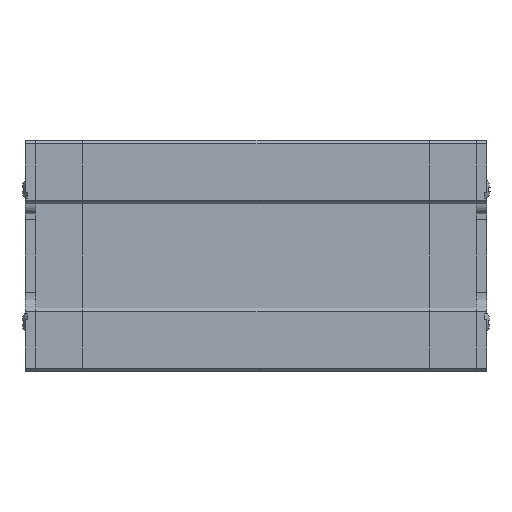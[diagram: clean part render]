
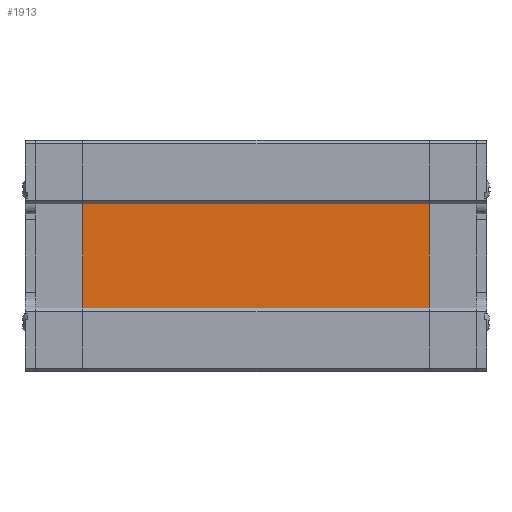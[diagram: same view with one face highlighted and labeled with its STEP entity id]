
A CAD part, left-side view. The second image highlights one B-rep face of the part: STEP entity #1913.
In plain terms, the highlighted planar face has unit normal (-1, 0, 0).
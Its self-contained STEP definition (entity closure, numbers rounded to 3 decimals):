
#124 = PLANE('',#125);
#125 = AXIS2_PLACEMENT_3D('',#126,#127,#128);
#126 = CARTESIAN_POINT('',(-0.207,14.95,0.));
#127 = DIRECTION('',(0.,1.,0.));
#128 = DIRECTION('',(0.,0.,1.));
#180 = PLANE('',#181);
#181 = AXIS2_PLACEMENT_3D('',#182,#183,#184);
#182 = CARTESIAN_POINT('',(-0.207,-14.95,0.));
#183 = DIRECTION('',(0.,1.,0.));
#184 = DIRECTION('',(0.,0.,1.));
#718 = VERTEX_POINT('',#719);
#719 = CARTESIAN_POINT('',(0.,14.95,-4.5));
#733 = PLANE('',#734);
#734 = AXIS2_PLACEMENT_3D('',#735,#736,#737);
#735 = CARTESIAN_POINT('',(0.,14.95,-4.5));
#736 = DIRECTION('',(0.,0.,-1.));
#737 = DIRECTION('',(-1.,0.,0.));
#745 = EDGE_CURVE('',#746,#718,#748,.T.);
#746 = VERTEX_POINT('',#747);
#747 = CARTESIAN_POINT('',(0.,14.95,4.5));
#748 = SURFACE_CURVE('',#749,(#753,#760),.PCURVE_S1.);
#749 = LINE('',#750,#751);
#750 = CARTESIAN_POINT('',(0.,14.95,4.5));
#751 = VECTOR('',#752,1.);
#752 = DIRECTION('',(0.,0.,-1.));
#753 = PCURVE('',#124,#754);
#754 = DEFINITIONAL_REPRESENTATION('',(#755),#759);
#755 = LINE('',#756,#757);
#756 = CARTESIAN_POINT('',(4.5,0.207));
#757 = VECTOR('',#758,1.);
#758 = DIRECTION('',(-1.,0.));
#759 = ( GEOMETRIC_REPRESENTATION_CONTEXT(2) 
PARAMETRIC_REPRESENTATION_CONTEXT() REPRESENTATION_CONTEXT('2D SPACE',''
  ) );
#760 = PCURVE('',#761,#766);
#761 = PLANE('',#762);
#762 = AXIS2_PLACEMENT_3D('',#763,#764,#765);
#763 = CARTESIAN_POINT('',(0.,14.95,4.5));
#764 = DIRECTION('',(1.,0.,0.));
#765 = DIRECTION('',(0.,0.,-1.));
#766 = DEFINITIONAL_REPRESENTATION('',(#767),#771);
#767 = LINE('',#768,#769);
#768 = CARTESIAN_POINT('',(0.,0.));
#769 = VECTOR('',#770,1.);
#770 = DIRECTION('',(1.,0.));
#771 = ( GEOMETRIC_REPRESENTATION_CONTEXT(2) 
PARAMETRIC_REPRESENTATION_CONTEXT() REPRESENTATION_CONTEXT('2D SPACE',''
  ) );
#789 = PLANE('',#790);
#790 = AXIS2_PLACEMENT_3D('',#791,#792,#793);
#791 = CARTESIAN_POINT('',(-0.805,14.95,4.5));
#792 = DIRECTION('',(0.,0.,1.));
#793 = DIRECTION('',(1.,0.,0.));
#1389 = VERTEX_POINT('',#1390);
#1390 = CARTESIAN_POINT('',(0.,-14.95,-4.5));
#1411 = EDGE_CURVE('',#1412,#1389,#1414,.T.);
#1412 = VERTEX_POINT('',#1413);
#1413 = CARTESIAN_POINT('',(0.,-14.95,4.5));
#1414 = SURFACE_CURVE('',#1415,(#1419,#1426),.PCURVE_S1.);
#1415 = LINE('',#1416,#1417);
#1416 = CARTESIAN_POINT('',(0.,-14.95,4.5));
#1417 = VECTOR('',#1418,1.);
#1418 = DIRECTION('',(0.,0.,-1.));
#1419 = PCURVE('',#180,#1420);
#1420 = DEFINITIONAL_REPRESENTATION('',(#1421),#1425);
#1421 = LINE('',#1422,#1423);
#1422 = CARTESIAN_POINT('',(4.5,0.207));
#1423 = VECTOR('',#1424,1.);
#1424 = DIRECTION('',(-1.,0.));
#1425 = ( GEOMETRIC_REPRESENTATION_CONTEXT(2) 
PARAMETRIC_REPRESENTATION_CONTEXT() REPRESENTATION_CONTEXT('2D SPACE',''
  ) );
#1426 = PCURVE('',#761,#1427);
#1427 = DEFINITIONAL_REPRESENTATION('',(#1428),#1432);
#1428 = LINE('',#1429,#1430);
#1429 = CARTESIAN_POINT('',(0.,-29.9));
#1430 = VECTOR('',#1431,1.);
#1431 = DIRECTION('',(1.,0.));
#1432 = ( GEOMETRIC_REPRESENTATION_CONTEXT(2) 
PARAMETRIC_REPRESENTATION_CONTEXT() REPRESENTATION_CONTEXT('2D SPACE',''
  ) );
#1892 = EDGE_CURVE('',#746,#1412,#1893,.T.);
#1893 = SURFACE_CURVE('',#1894,(#1898,#1905),.PCURVE_S1.);
#1894 = LINE('',#1895,#1896);
#1895 = CARTESIAN_POINT('',(0.,14.95,4.5));
#1896 = VECTOR('',#1897,1.);
#1897 = DIRECTION('',(0.,-1.,0.));
#1898 = PCURVE('',#789,#1899);
#1899 = DEFINITIONAL_REPRESENTATION('',(#1900),#1904);
#1900 = LINE('',#1901,#1902);
#1901 = CARTESIAN_POINT('',(0.805,0.));
#1902 = VECTOR('',#1903,1.);
#1903 = DIRECTION('',(0.,-1.));
#1904 = ( GEOMETRIC_REPRESENTATION_CONTEXT(2) 
PARAMETRIC_REPRESENTATION_CONTEXT() REPRESENTATION_CONTEXT('2D SPACE',''
  ) );
#1905 = PCURVE('',#761,#1906);
#1906 = DEFINITIONAL_REPRESENTATION('',(#1907),#1911);
#1907 = LINE('',#1908,#1909);
#1908 = CARTESIAN_POINT('',(0.,0.));
#1909 = VECTOR('',#1910,1.);
#1910 = DIRECTION('',(0.,-1.));
#1911 = ( GEOMETRIC_REPRESENTATION_CONTEXT(2) 
PARAMETRIC_REPRESENTATION_CONTEXT() REPRESENTATION_CONTEXT('2D SPACE',''
  ) );
#1913 = ADVANCED_FACE('',(#1914),#761,.F.);
#1914 = FACE_BOUND('',#1915,.F.);
#1915 = EDGE_LOOP('',(#1916,#1917,#1918,#1939));
#1916 = ORIENTED_EDGE('',*,*,#1892,.T.);
#1917 = ORIENTED_EDGE('',*,*,#1411,.T.);
#1918 = ORIENTED_EDGE('',*,*,#1919,.F.);
#1919 = EDGE_CURVE('',#718,#1389,#1920,.T.);
#1920 = SURFACE_CURVE('',#1921,(#1925,#1932),.PCURVE_S1.);
#1921 = LINE('',#1922,#1923);
#1922 = CARTESIAN_POINT('',(0.,14.95,-4.5));
#1923 = VECTOR('',#1924,1.);
#1924 = DIRECTION('',(0.,-1.,0.));
#1925 = PCURVE('',#761,#1926);
#1926 = DEFINITIONAL_REPRESENTATION('',(#1927),#1931);
#1927 = LINE('',#1928,#1929);
#1928 = CARTESIAN_POINT('',(9.,0.));
#1929 = VECTOR('',#1930,1.);
#1930 = DIRECTION('',(0.,-1.));
#1931 = ( GEOMETRIC_REPRESENTATION_CONTEXT(2) 
PARAMETRIC_REPRESENTATION_CONTEXT() REPRESENTATION_CONTEXT('2D SPACE',''
  ) );
#1932 = PCURVE('',#733,#1933);
#1933 = DEFINITIONAL_REPRESENTATION('',(#1934),#1938);
#1934 = LINE('',#1935,#1936);
#1935 = CARTESIAN_POINT('',(0.,0.));
#1936 = VECTOR('',#1937,1.);
#1937 = DIRECTION('',(0.,-1.));
#1938 = ( GEOMETRIC_REPRESENTATION_CONTEXT(2) 
PARAMETRIC_REPRESENTATION_CONTEXT() REPRESENTATION_CONTEXT('2D SPACE',''
  ) );
#1939 = ORIENTED_EDGE('',*,*,#745,.F.);
